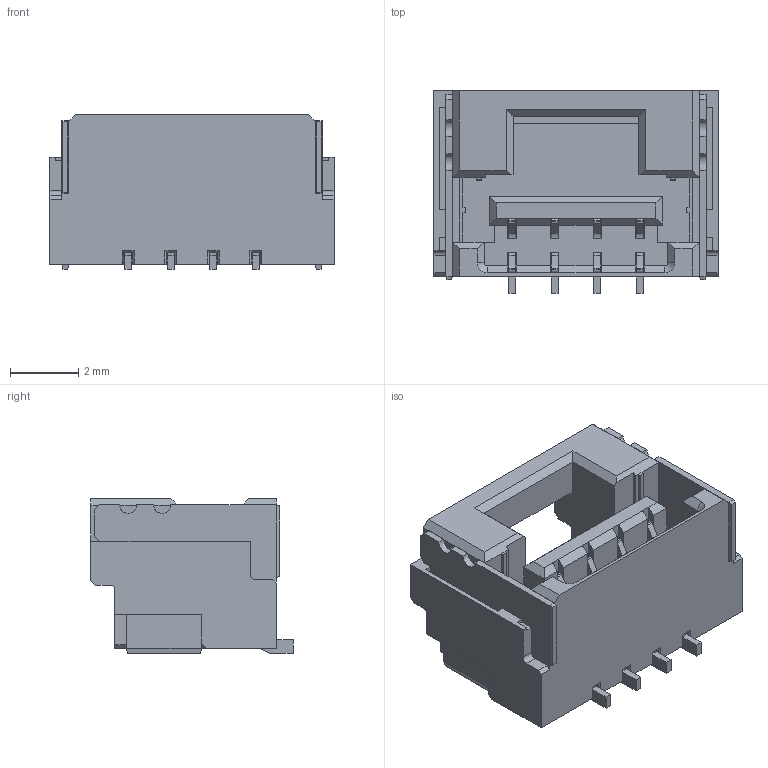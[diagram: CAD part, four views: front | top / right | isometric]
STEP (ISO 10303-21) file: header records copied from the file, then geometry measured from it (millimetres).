
FILE_DESCRIPTION((''),'2;1');
FILE_NAME('5023820470','2008-06-27T',('gga'),(''),'PRO/ENGINEER BY PARAMETRIC TECHNOLOGY CORPORATION, 2003451','PRO/ENGINEER BY PARAMETRIC TECHNOLOGY CORPORATION, 2003451','');
FILE_SCHEMA(('CONFIG_CONTROL_DESIGN'));
Length unit declared in the file: millimetre
Products named in the file (1): 5023820470
Bounding box: 8.35 x 5.95 x 4.55 mm (x, y, z)
Volume: 104.3 mm3; surface area: 374.7 mm2
Topology: 1 solids, 1 shells, 374 faces, 1134 edges, 736 vertices
Faces by surface type: plane 324, cylinder 48, cone 2
Entity records: 12529 total; most frequent: CARTESIAN_POINT 2221, ORIENTED_EDGE 2220, DIRECTION 1990, EDGE_CURVE 1110, VECTOR 1028, LINE 1028, VERTEX_POINT 712, AXIS2_PLACEMENT_3D 481
